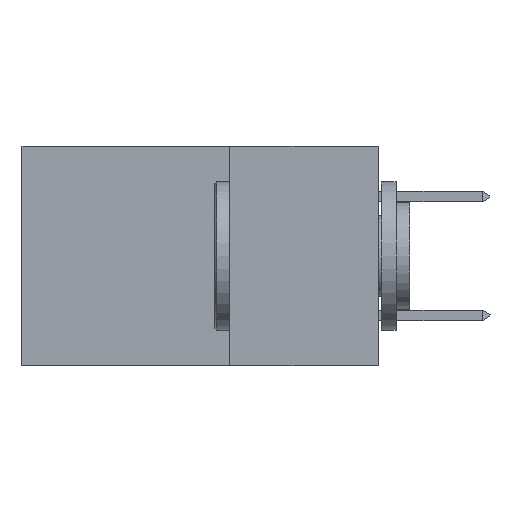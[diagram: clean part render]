
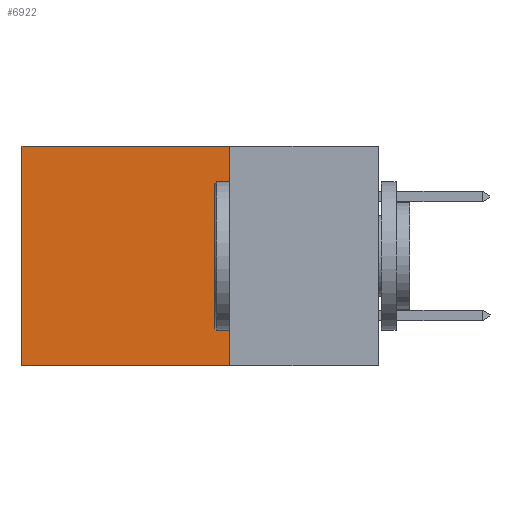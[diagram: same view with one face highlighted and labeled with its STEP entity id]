
A CAD part, left-side view. The second image highlights one B-rep face of the part: STEP entity #6922.
In plain terms, the highlighted planar face has unit normal (-1, 0, 0).
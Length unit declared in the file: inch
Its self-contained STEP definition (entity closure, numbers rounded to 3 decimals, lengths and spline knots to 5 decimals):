
#256 = VERTEX_POINT ( 'NONE', #16429 ) ;
#580 = EDGE_CURVE ( 'NONE', #8637, #13871, #13623, .T. ) ;
#1179 = FACE_OUTER_BOUND ( 'NONE', #3490, .T. ) ;
#1587 = ORIENTED_EDGE ( 'NONE', *, *, #5588, .T. ) ;
#1598 = VECTOR ( 'NONE', #13652, 39.37008 ) ;
#2103 = LINE ( 'NONE', #7642, #14984 ) ;
#2753 = CARTESIAN_POINT ( 'NONE',  ( 0.298, 0.25, -0.37 ) ) ;
#2950 = LINE ( 'NONE', #9164, #3815 ) ;
#3490 = EDGE_LOOP ( 'NONE', ( #1587, #9278, #17462, #4392 ) ) ;
#3502 = EDGE_CURVE ( 'NONE', #8637, #256, #14840, .T. ) ;
#3815 = VECTOR ( 'NONE', #17509, 39.37008 ) ;
#4392 = ORIENTED_EDGE ( 'NONE', *, *, #3502, .T. ) ;
#5293 = CARTESIAN_POINT ( 'NONE',  ( 0.298, 0.25, 0. ) ) ;
#5588 = EDGE_CURVE ( 'NONE', #256, #9478, #2950, .T. ) ;
#5966 = DIRECTION ( 'NONE',  ( 1., 0., 0. ) ) ;
#6225 = PLANE ( 'NONE',  #16273 ) ;
#6236 = EDGE_CURVE ( 'NONE', #13871, #9478, #2103, .T. ) ;
#6922 = ADVANCED_FACE ( 'NONE', ( #1179 ), #6225, .F. ) ;
#7383 = DIRECTION ( 'NONE',  ( 0., 1., 0. ) ) ;
#7642 = CARTESIAN_POINT ( 'NONE',  ( 0.298, 0.25, -0.37 ) ) ;
#7664 = CARTESIAN_POINT ( 'NONE',  ( 0.298, 0.25, 0. ) ) ;
#8222 = VECTOR ( 'NONE', #17647, 39.37008 ) ;
#8486 = CARTESIAN_POINT ( 'NONE',  ( 0.298, 0.6, -0.37 ) ) ;
#8637 = VERTEX_POINT ( 'NONE', #7664 ) ;
#9164 = CARTESIAN_POINT ( 'NONE',  ( 0.298, 0.6, 0. ) ) ;
#9278 = ORIENTED_EDGE ( 'NONE', *, *, #6236, .F. ) ;
#9478 = VERTEX_POINT ( 'NONE', #8486 ) ;
#10209 = DIRECTION ( 'NONE',  ( 0., 0., -1. ) ) ;
#10601 = CARTESIAN_POINT ( 'NONE',  ( 0.298, 0.25, 0. ) ) ;
#12950 = CARTESIAN_POINT ( 'NONE',  ( 0.298, 0.25, 0. ) ) ;
#13623 = LINE ( 'NONE', #5293, #1598 ) ;
#13652 = DIRECTION ( 'NONE',  ( 0., 0., -1. ) ) ;
#13871 = VERTEX_POINT ( 'NONE', #2753 ) ;
#14840 = LINE ( 'NONE', #10601, #8222 ) ;
#14984 = VECTOR ( 'NONE', #7383, 39.37008 ) ;
#16273 = AXIS2_PLACEMENT_3D ( 'NONE', #12950, #5966, #10209 ) ;
#16429 = CARTESIAN_POINT ( 'NONE',  ( 0.298, 0.6, 0. ) ) ;
#17462 = ORIENTED_EDGE ( 'NONE', *, *, #580, .F. ) ;
#17509 = DIRECTION ( 'NONE',  ( 0., 0., -1. ) ) ;
#17647 = DIRECTION ( 'NONE',  ( 0., 1., 0. ) ) ;
